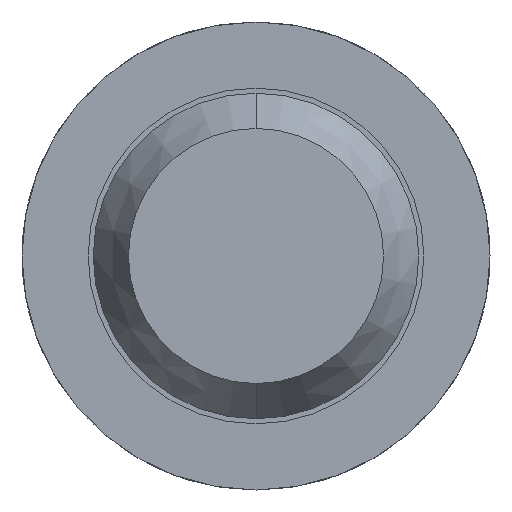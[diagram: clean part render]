
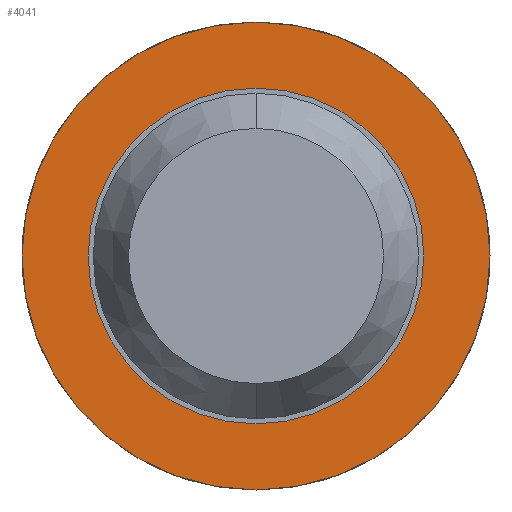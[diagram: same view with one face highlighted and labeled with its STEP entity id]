
A CAD part, front view. The second image highlights one B-rep face of the part: STEP entity #4041.
In plain terms, the highlighted planar face has unit normal (0, -1, 0).
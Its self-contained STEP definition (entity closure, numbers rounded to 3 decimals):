
#210 = DIRECTION ( 'NONE',  ( 0., 0., 1. ) ) ;
#303 = ORIENTED_EDGE ( 'NONE', *, *, #4508, .F. ) ;
#456 = CARTESIAN_POINT ( 'NONE',  ( 0., -1.7, -1.15 ) ) ;
#512 = EDGE_CURVE ( 'Defeature ausgef�hrt3_14+Defeature ausgef�hrt3_13+Defeature ausgef�hrt3_13+Defeature ausgef�hrt3_13', #4764, #4002, #526, .T. ) ;
#526 = CIRCLE ( 'NONE', #2009, 0.825 ) ;
#611 = FACE_OUTER_BOUND ( 'NONE', #4368, .T. ) ;
#699 = VERTEX_POINT ( 'NONE', #1337 ) ;
#828 = DIRECTION ( 'NONE',  ( 0., 0., 1. ) ) ;
#1309 = CIRCLE ( 'NONE', #1644, 1.15 ) ;
#1337 = CARTESIAN_POINT ( 'NONE',  ( 0., -1.7, 1.15 ) ) ;
#1603 = CARTESIAN_POINT ( 'NONE',  ( 0.825, -1.7, 0. ) ) ;
#1644 = AXIS2_PLACEMENT_3D ( 'NONE', #1779, #2878, #3657 ) ;
#1779 = CARTESIAN_POINT ( 'NONE',  ( 0., -1.7, 0. ) ) ;
#1902 = ORIENTED_EDGE ( 'NONE', *, *, #2170, .T. ) ;
#1937 = DIRECTION ( 'NONE',  ( 0., 1., 0. ) ) ;
#2009 = AXIS2_PLACEMENT_3D ( 'NONE', #2800, #3156, #210 ) ;
#2049 = ORIENTED_EDGE ( 'NONE', *, *, #512, .T. ) ;
#2170 = EDGE_CURVE ( 'Defeature ausgef�hrt3_14+Defeature ausgef�hrt3_13+Defeature ausgef�hrt3_13+Defeature ausgef�hrt3_13', #4002, #4764, #3165, .T. ) ;
#2628 = CARTESIAN_POINT ( 'NONE',  ( 0., -1.7, 0. ) ) ;
#2800 = CARTESIAN_POINT ( 'NONE',  ( 0., -1.7, 0. ) ) ;
#2878 = DIRECTION ( 'NONE',  ( 0., 1., 0. ) ) ;
#2912 = AXIS2_PLACEMENT_3D ( 'NONE', #3654, #3290, #2926 ) ;
#2926 = DIRECTION ( 'NONE',  ( 0., 0., 1. ) ) ;
#3156 = DIRECTION ( 'NONE',  ( 0., 1., 0. ) ) ;
#3165 = CIRCLE ( 'NONE', #2912, 0.825 ) ;
#3246 = ORIENTED_EDGE ( 'NONE', *, *, #3381, .F. ) ;
#3253 = AXIS2_PLACEMENT_3D ( 'NONE', #1603, #3436, #4564 ) ;
#3254 = CIRCLE ( 'NONE', #4677, 1.15 ) ;
#3290 = DIRECTION ( 'NONE',  ( 0., 1., 0. ) ) ;
#3381 = EDGE_CURVE ( 'Defeature ausgef�hrt3_10+Defeature ausgef�hrt3_14+Defeature ausgef�hrt3_14+Defeature ausgef�hrt3_14', #3970, #699, #1309, .T. ) ;
#3414 = PLANE ( 'NONE',  #3253 ) ;
#3436 = DIRECTION ( 'NONE',  ( 0., 1., 0. ) ) ;
#3654 = CARTESIAN_POINT ( 'NONE',  ( 0., -1.7, 0. ) ) ;
#3657 = DIRECTION ( 'NONE',  ( 0., 0., 1. ) ) ;
#3892 = EDGE_LOOP ( 'NONE', ( #1902, #2049 ) ) ;
#3923 = CARTESIAN_POINT ( 'NONE',  ( 0., -1.7, -0.825 ) ) ;
#3970 = VERTEX_POINT ( 'NONE', #456 ) ;
#4002 = VERTEX_POINT ( 'NONE', #4189 ) ;
#4041 = ADVANCED_FACE ( 'Defeature ausgef�hrt3_14', ( #611, #4333 ), #3414, .F. ) ;
#4189 = CARTESIAN_POINT ( 'NONE',  ( 0., -1.7, 0.825 ) ) ;
#4333 = FACE_BOUND ( 'NONE', #3892, .T. ) ;
#4368 = EDGE_LOOP ( 'NONE', ( #303, #3246 ) ) ;
#4508 = EDGE_CURVE ( 'Defeature ausgef�hrt3_10+Defeature ausgef�hrt3_14+Defeature ausgef�hrt3_14+Defeature ausgef�hrt3_14', #699, #3970, #3254, .T. ) ;
#4564 = DIRECTION ( 'NONE',  ( 0., 0., 1. ) ) ;
#4677 = AXIS2_PLACEMENT_3D ( 'NONE', #2628, #1937, #828 ) ;
#4764 = VERTEX_POINT ( 'NONE', #3923 ) ;
